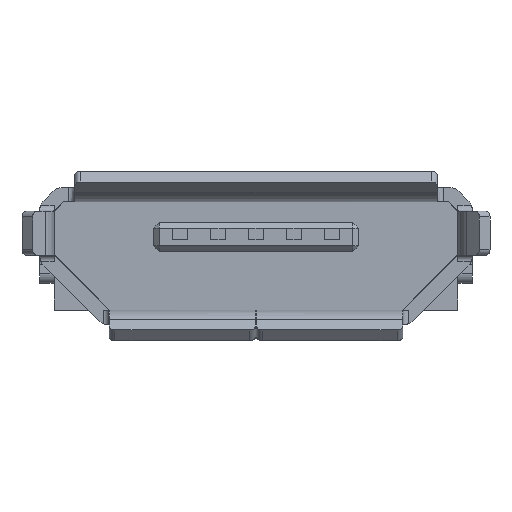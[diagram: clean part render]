
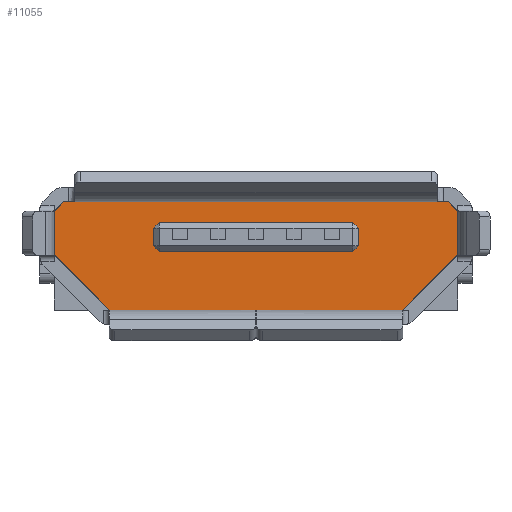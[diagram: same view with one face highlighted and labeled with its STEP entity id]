
A CAD part, front view. The second image highlights one B-rep face of the part: STEP entity #11055.
In plain terms, the highlighted planar face has unit normal (0, -1, 0).
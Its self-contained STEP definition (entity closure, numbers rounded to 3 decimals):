
#5908 = VERTEX_POINT('',#5909);
#5909 = CARTESIAN_POINT('',(1.65,0.,0.6));
#5915 = EDGE_CURVE('',#5916,#5908,#5918,.T.);
#5916 = VERTEX_POINT('',#5917);
#5917 = CARTESIAN_POINT('',(-1.65,0.,0.6));
#5918 = LINE('',#5919,#5920);
#5919 = CARTESIAN_POINT('',(-1.75,0.,0.6));
#5920 = VECTOR('',#5921,1.);
#5921 = DIRECTION('',(1.,0.,0.));
#6757 = VERTEX_POINT('',#6758);
#6758 = CARTESIAN_POINT('',(2.5,0.,-0.9));
#6764 = EDGE_CURVE('',#6757,#6765,#6767,.T.);
#6765 = VERTEX_POINT('',#6766);
#6766 = CARTESIAN_POINT('',(1.35,0.,-0.9));
#6767 = LINE('',#6768,#6769);
#6768 = CARTESIAN_POINT('',(0.,0.,-0.9));
#6769 = VECTOR('',#6770,1.);
#6770 = DIRECTION('',(-1.,0.,0.));
#6841 = EDGE_CURVE('',#6757,#6842,#6844,.T.);
#6842 = VERTEX_POINT('',#6843);
#6843 = CARTESIAN_POINT('',(3.45,0.,0.05));
#6844 = LINE('',#6845,#6846);
#6845 = CARTESIAN_POINT('',(2.5,0.,-0.9));
#6846 = VECTOR('',#6847,1.);
#6847 = DIRECTION('',(0.707,0.,0.707));
#7102 = EDGE_CURVE('',#7103,#7105,#7107,.T.);
#7103 = VERTEX_POINT('',#7104);
#7104 = CARTESIAN_POINT('',(-1.35,0.,-0.9));
#7105 = VERTEX_POINT('',#7106);
#7106 = CARTESIAN_POINT('',(-2.5,0.,-0.9));
#7107 = LINE('',#7108,#7109);
#7108 = CARTESIAN_POINT('',(0.,0.,-0.9));
#7109 = VECTOR('',#7110,1.);
#7110 = DIRECTION('',(-1.,0.,0.));
#7197 = EDGE_CURVE('',#7198,#7105,#7200,.T.);
#7198 = VERTEX_POINT('',#7199);
#7199 = CARTESIAN_POINT('',(-3.45,0.,0.05));
#7200 = LINE('',#7201,#7202);
#7201 = CARTESIAN_POINT('',(-3.45,0.,0.05));
#7202 = VECTOR('',#7203,1.);
#7203 = DIRECTION('',(0.707,0.,-0.707));
#7662 = EDGE_CURVE('',#7663,#7665,#7667,.T.);
#7663 = VERTEX_POINT('',#7664);
#7664 = CARTESIAN_POINT('',(1.125,0.,0.1));
#7665 = VERTEX_POINT('',#7666);
#7666 = CARTESIAN_POINT('',(1.475,0.,0.1));
#7667 = LINE('',#7668,#7669);
#7668 = CARTESIAN_POINT('',(1.175,0.,0.1));
#7669 = VECTOR('',#7670,1.);
#7670 = DIRECTION('',(1.,0.,0.));
#8072 = EDGE_CURVE('',#8073,#8075,#8077,.T.);
#8073 = VERTEX_POINT('',#8074);
#8074 = CARTESIAN_POINT('',(-0.175,0.,0.1));
#8075 = VERTEX_POINT('',#8076);
#8076 = CARTESIAN_POINT('',(0.175,0.,0.1));
#8077 = LINE('',#8078,#8079);
#8078 = CARTESIAN_POINT('',(-0.125,0.,0.1));
#8079 = VECTOR('',#8080,1.);
#8080 = DIRECTION('',(1.,0.,0.));
#8250 = EDGE_CURVE('',#8251,#8253,#8255,.T.);
#8251 = VERTEX_POINT('',#8252);
#8252 = CARTESIAN_POINT('',(-1.475,0.,0.1));
#8253 = VERTEX_POINT('',#8254);
#8254 = CARTESIAN_POINT('',(-1.125,0.,0.1));
#8255 = LINE('',#8256,#8257);
#8256 = CARTESIAN_POINT('',(-1.425,0.,0.1));
#8257 = VECTOR('',#8258,1.);
#8258 = DIRECTION('',(1.,0.,0.));
#8329 = VERTEX_POINT('',#8330);
#8330 = CARTESIAN_POINT('',(1.35,0.,-1.15));
#8336 = EDGE_CURVE('',#8329,#8337,#8339,.T.);
#8337 = VERTEX_POINT('',#8338);
#8338 = CARTESIAN_POINT('',(-1.35,0.,-1.15));
#8339 = LINE('',#8340,#8341);
#8340 = CARTESIAN_POINT('',(1.35,0.,-1.15));
#8341 = VECTOR('',#8342,1.);
#8342 = DIRECTION('',(-1.,0.,0.));
#8941 = VERTEX_POINT('',#8942);
#8942 = CARTESIAN_POINT('',(0.475,0.,0.1));
#8949 = EDGE_CURVE('',#8950,#8941,#8952,.T.);
#8950 = VERTEX_POINT('',#8951);
#8951 = CARTESIAN_POINT('',(0.825,0.,0.1));
#8952 = LINE('',#8953,#8954);
#8953 = CARTESIAN_POINT('',(0.775,0.,0.1));
#8954 = VECTOR('',#8955,1.);
#8955 = DIRECTION('',(-1.,0.,0.));
#9551 = VERTEX_POINT('',#9552);
#9552 = CARTESIAN_POINT('',(-0.825,0.,0.1));
#9559 = EDGE_CURVE('',#9560,#9551,#9562,.T.);
#9560 = VERTEX_POINT('',#9561);
#9561 = CARTESIAN_POINT('',(-0.475,0.,0.1));
#9562 = LINE('',#9563,#9564);
#9563 = CARTESIAN_POINT('',(-0.525,0.,0.1));
#9564 = VECTOR('',#9565,1.);
#9565 = DIRECTION('',(-1.,0.,0.));
#10904 = EDGE_CURVE('',#9551,#8253,#10905,.T.);
#10905 = LINE('',#10906,#10907);
#10906 = CARTESIAN_POINT('',(1.75,0.,0.1));
#10907 = VECTOR('',#10908,1.);
#10908 = DIRECTION('',(-1.,0.,0.));
#10927 = EDGE_CURVE('',#8073,#9560,#10928,.T.);
#10928 = LINE('',#10929,#10930);
#10929 = CARTESIAN_POINT('',(1.75,0.,0.1));
#10930 = VECTOR('',#10931,1.);
#10931 = DIRECTION('',(-1.,0.,0.));
#10950 = EDGE_CURVE('',#8941,#8075,#10951,.T.);
#10951 = LINE('',#10952,#10953);
#10952 = CARTESIAN_POINT('',(1.75,0.,0.1));
#10953 = VECTOR('',#10954,1.);
#10954 = DIRECTION('',(-1.,0.,0.));
#10973 = EDGE_CURVE('',#7663,#8950,#10974,.T.);
#10974 = LINE('',#10975,#10976);
#10975 = CARTESIAN_POINT('',(1.75,0.,0.1));
#10976 = VECTOR('',#10977,1.);
#10977 = DIRECTION('',(-1.,0.,0.));
#10996 = EDGE_CURVE('',#10997,#7665,#10999,.T.);
#10997 = VERTEX_POINT('',#10998);
#10998 = CARTESIAN_POINT('',(1.65,0.,0.1));
#10999 = LINE('',#11000,#11001);
#11000 = CARTESIAN_POINT('',(1.75,0.,0.1));
#11001 = VECTOR('',#11002,1.);
#11002 = DIRECTION('',(-1.,0.,0.));
#11021 = VERTEX_POINT('',#11022);
#11022 = CARTESIAN_POINT('',(-1.65,0.,0.1));
#11028 = EDGE_CURVE('',#8251,#11021,#11029,.T.);
#11029 = LINE('',#11030,#11031);
#11030 = CARTESIAN_POINT('',(1.75,0.,0.1));
#11031 = VECTOR('',#11032,1.);
#11032 = DIRECTION('',(-1.,0.,0.));
#11055 = ADVANCED_FACE('',(#11056,#11113),#11171,.F.);
#11056 = FACE_BOUND('',#11057,.T.);
#11057 = EDGE_LOOP('',(#11058,#11068,#11076,#11082,#11083,#11084,#11090,
    #11091,#11097,#11098,#11099,#11107));
#11058 = ORIENTED_EDGE('',*,*,#11059,.F.);
#11059 = EDGE_CURVE('',#11060,#11062,#11064,.T.);
#11060 = VERTEX_POINT('',#11061);
#11061 = CARTESIAN_POINT('',(-3.29,0.,0.95));
#11062 = VERTEX_POINT('',#11063);
#11063 = CARTESIAN_POINT('',(3.29,0.,0.95));
#11064 = LINE('',#11065,#11066);
#11065 = CARTESIAN_POINT('',(-3.45,0.,0.95));
#11066 = VECTOR('',#11067,1.);
#11067 = DIRECTION('',(1.,0.,0.));
#11068 = ORIENTED_EDGE('',*,*,#11069,.F.);
#11069 = EDGE_CURVE('',#11070,#11060,#11072,.T.);
#11070 = VERTEX_POINT('',#11071);
#11071 = CARTESIAN_POINT('',(-3.45,0.,0.79));
#11072 = LINE('',#11073,#11074);
#11073 = CARTESIAN_POINT('',(-3.29,0.,0.95));
#11074 = VECTOR('',#11075,1.);
#11075 = DIRECTION('',(0.707,0.,0.707));
#11076 = ORIENTED_EDGE('',*,*,#11077,.F.);
#11077 = EDGE_CURVE('',#7198,#11070,#11078,.T.);
#11078 = LINE('',#11079,#11080);
#11079 = CARTESIAN_POINT('',(-3.45,0.,-0.95));
#11080 = VECTOR('',#11081,1.);
#11081 = DIRECTION('',(0.,0.,1.));
#11082 = ORIENTED_EDGE('',*,*,#7197,.T.);
#11083 = ORIENTED_EDGE('',*,*,#7102,.F.);
#11084 = ORIENTED_EDGE('',*,*,#11085,.T.);
#11085 = EDGE_CURVE('',#7103,#8337,#11086,.T.);
#11086 = LINE('',#11087,#11088);
#11087 = CARTESIAN_POINT('',(-1.35,0.,-0.95));
#11088 = VECTOR('',#11089,1.);
#11089 = DIRECTION('',(0.,0.,-1.));
#11090 = ORIENTED_EDGE('',*,*,#8336,.F.);
#11091 = ORIENTED_EDGE('',*,*,#11092,.T.);
#11092 = EDGE_CURVE('',#8329,#6765,#11093,.T.);
#11093 = LINE('',#11094,#11095);
#11094 = CARTESIAN_POINT('',(1.35,0.,-0.9));
#11095 = VECTOR('',#11096,1.);
#11096 = DIRECTION('',(0.,0.,1.));
#11097 = ORIENTED_EDGE('',*,*,#6764,.F.);
#11098 = ORIENTED_EDGE('',*,*,#6841,.T.);
#11099 = ORIENTED_EDGE('',*,*,#11100,.F.);
#11100 = EDGE_CURVE('',#11101,#6842,#11103,.T.);
#11101 = VERTEX_POINT('',#11102);
#11102 = CARTESIAN_POINT('',(3.45,0.,0.79));
#11103 = LINE('',#11104,#11105);
#11104 = CARTESIAN_POINT('',(3.45,0.,0.95));
#11105 = VECTOR('',#11106,1.);
#11106 = DIRECTION('',(0.,0.,-1.));
#11107 = ORIENTED_EDGE('',*,*,#11108,.F.);
#11108 = EDGE_CURVE('',#11062,#11101,#11109,.T.);
#11109 = LINE('',#11110,#11111);
#11110 = CARTESIAN_POINT('',(3.45,0.,0.79));
#11111 = VECTOR('',#11112,1.);
#11112 = DIRECTION('',(0.707,0.,-0.707));
#11113 = FACE_BOUND('',#11114,.T.);
#11114 = EDGE_LOOP('',(#11115,#11116,#11117,#11118,#11119,#11127,#11135,
    #11141,#11142,#11150,#11158,#11164,#11165,#11166,#11167,#11168,
    #11169,#11170));
#11115 = ORIENTED_EDGE('',*,*,#9559,.T.);
#11116 = ORIENTED_EDGE('',*,*,#10904,.T.);
#11117 = ORIENTED_EDGE('',*,*,#8250,.F.);
#11118 = ORIENTED_EDGE('',*,*,#11028,.T.);
#11119 = ORIENTED_EDGE('',*,*,#11120,.F.);
#11120 = EDGE_CURVE('',#11121,#11021,#11123,.T.);
#11121 = VERTEX_POINT('',#11122);
#11122 = CARTESIAN_POINT('',(-1.75,0.,0.2));
#11123 = LINE('',#11124,#11125);
#11124 = CARTESIAN_POINT('',(-0.775,0.,-0.775));
#11125 = VECTOR('',#11126,1.);
#11126 = DIRECTION('',(0.707,0.,-0.707));
#11127 = ORIENTED_EDGE('',*,*,#11128,.T.);
#11128 = EDGE_CURVE('',#11121,#11129,#11131,.T.);
#11129 = VERTEX_POINT('',#11130);
#11130 = CARTESIAN_POINT('',(-1.75,0.,0.5));
#11131 = LINE('',#11132,#11133);
#11132 = CARTESIAN_POINT('',(-1.75,0.,0.1));
#11133 = VECTOR('',#11134,1.);
#11134 = DIRECTION('',(0.,0.,1.));
#11135 = ORIENTED_EDGE('',*,*,#11136,.F.);
#11136 = EDGE_CURVE('',#5916,#11129,#11137,.T.);
#11137 = LINE('',#11138,#11139);
#11138 = CARTESIAN_POINT('',(-1.125,0.,1.125));
#11139 = VECTOR('',#11140,1.);
#11140 = DIRECTION('',(-0.707,0.,-0.707));
#11141 = ORIENTED_EDGE('',*,*,#5915,.T.);
#11142 = ORIENTED_EDGE('',*,*,#11143,.F.);
#11143 = EDGE_CURVE('',#11144,#5908,#11146,.T.);
#11144 = VERTEX_POINT('',#11145);
#11145 = CARTESIAN_POINT('',(1.75,0.,0.5));
#11146 = LINE('',#11147,#11148);
#11147 = CARTESIAN_POINT('',(1.125,0.,1.125));
#11148 = VECTOR('',#11149,1.);
#11149 = DIRECTION('',(-0.707,0.,0.707));
#11150 = ORIENTED_EDGE('',*,*,#11151,.T.);
#11151 = EDGE_CURVE('',#11144,#11152,#11154,.T.);
#11152 = VERTEX_POINT('',#11153);
#11153 = CARTESIAN_POINT('',(1.75,0.,0.2));
#11154 = LINE('',#11155,#11156);
#11155 = CARTESIAN_POINT('',(1.75,0.,0.6));
#11156 = VECTOR('',#11157,1.);
#11157 = DIRECTION('',(0.,0.,-1.));
#11158 = ORIENTED_EDGE('',*,*,#11159,.F.);
#11159 = EDGE_CURVE('',#10997,#11152,#11160,.T.);
#11160 = LINE('',#11161,#11162);
#11161 = CARTESIAN_POINT('',(0.775,0.,-0.775));
#11162 = VECTOR('',#11163,1.);
#11163 = DIRECTION('',(0.707,0.,0.707));
#11164 = ORIENTED_EDGE('',*,*,#10996,.T.);
#11165 = ORIENTED_EDGE('',*,*,#7662,.F.);
#11166 = ORIENTED_EDGE('',*,*,#10973,.T.);
#11167 = ORIENTED_EDGE('',*,*,#8949,.T.);
#11168 = ORIENTED_EDGE('',*,*,#10950,.T.);
#11169 = ORIENTED_EDGE('',*,*,#8072,.F.);
#11170 = ORIENTED_EDGE('',*,*,#10927,.T.);
#11171 = PLANE('',#11172);
#11172 = AXIS2_PLACEMENT_3D('',#11173,#11174,#11175);
#11173 = CARTESIAN_POINT('',(0.,0.,0.));
#11174 = DIRECTION('',(0.,1.,0.));
#11175 = DIRECTION('',(0.,0.,1.));
